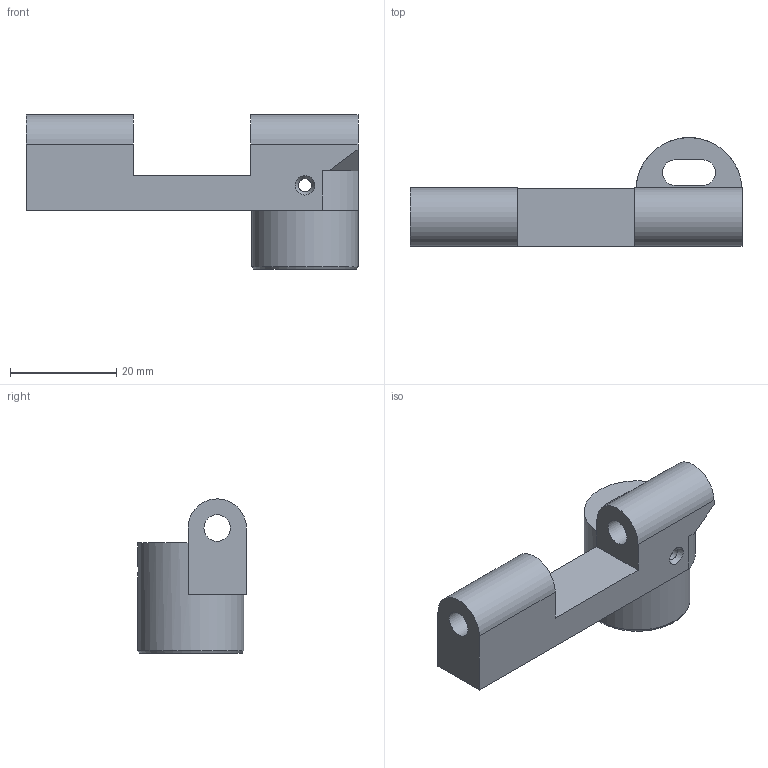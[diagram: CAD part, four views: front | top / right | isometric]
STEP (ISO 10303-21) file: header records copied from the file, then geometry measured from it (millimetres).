
FILE_DESCRIPTION(/* description */ (''),/* implementation_level */ '2;1');
FILE_NAME(/* name */ 'ACWA-0085_support_pivot1.step',/* time_stamp */ '2024-02-27T16:06:23+01:00',/* author */ (''),/* organization */ (''),/* preprocessor_version */ 'ST-DEVELOPER v20',/* originating_system */ 'Autodesk Translation Framework v12.20.1.177',/* authorisation */ '');
FILE_SCHEMA (('AUTOMOTIVE_DESIGN { 1 0 10303 214 3 1 1 }'));
Length unit declared in the file: millimetre
Products named in the file (1): ACWA-0085
Bounding box: 62.6 x 20.5 x 29.1 mm (x, y, z)
Volume: 7380.5 mm3; surface area: 6602.4 mm2
Topology: 1 solids, 1 shells, 43 faces, 118 edges, 78 vertices
Faces by surface type: plane 22, cylinder 18, cone 3
Full cylindrical faces by diameter (mm): 2.5 x2, 5 x2, 17 x1, 20 x1
Entity records: 1528 total; most frequent: CARTESIAN_POINT 341, DIRECTION 242, ORIENTED_EDGE 236, EDGE_CURVE 118, AXIS2_PLACEMENT_3D 85, VERTEX_POINT 78, LINE 72, VECTOR 72
